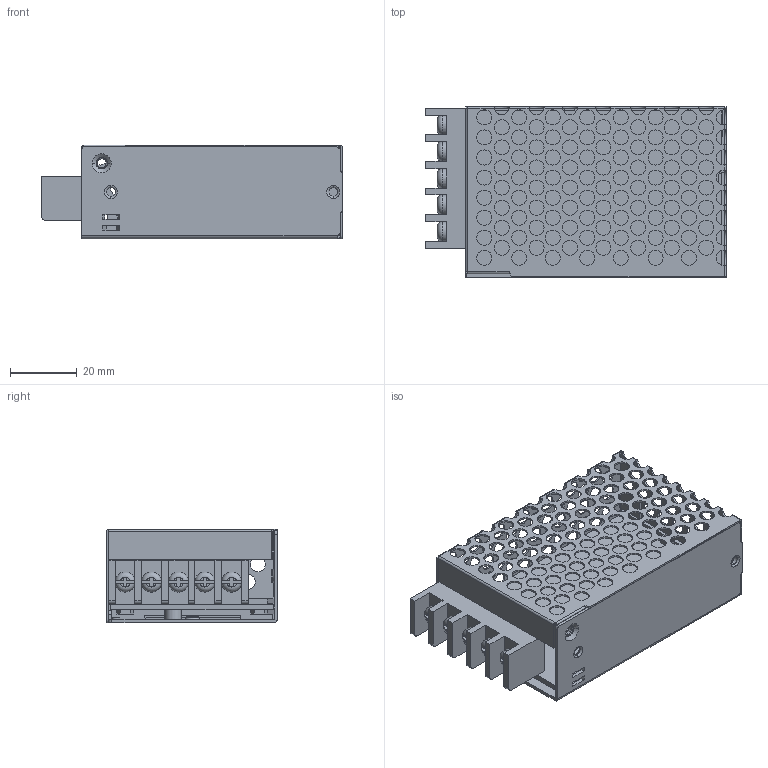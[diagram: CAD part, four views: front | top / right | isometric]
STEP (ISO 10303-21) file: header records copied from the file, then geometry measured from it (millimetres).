
FILE_DESCRIPTION(('Creo Elements/Direct Modeling STEP Export'),'2;1');
FILE_NAME('RS-25.stp','2016-10-12T15:11:47',(''),(''),'PTC Creo Elements/Direct Modeling STEP processor for AP214 (Solid Model)','PTC Creo Elements/Direct Modeling 19.0 09-May-2014 (C) Parametric Technology GmbH','');
FILE_SCHEMA(('AUTOMOTIVE_DESIGN { 1 0 10303 214 1 1 1 1 }'));
Length unit declared in the file: millimetre
Products named in the file (3): p2; PCB; RS-25
Assembly tree (2 placements, depth 2):
  RS-25
    PCB
    p2
Bounding box: 90 x 51.1 x 28 mm (x, y, z)
Volume: 20786.4 mm3; surface area: 34969.5 mm2
Topology: 2 solids, 2 shells, 842 faces, 2439 edges, 1560 vertices
Faces by surface type: cylinder 495, plane 289, torus 28, bspline 28, cone 2
Entity records: 31480 total; most frequent: CARTESIAN_POINT 10218, ORIENTED_EDGE 4884, DIRECTION 3750, EDGE_CURVE 2441, VERTEX_POINT 1563, AXIS2_PLACEMENT_3D 1301, EDGE_LOOP 1218, VECTOR 1148
